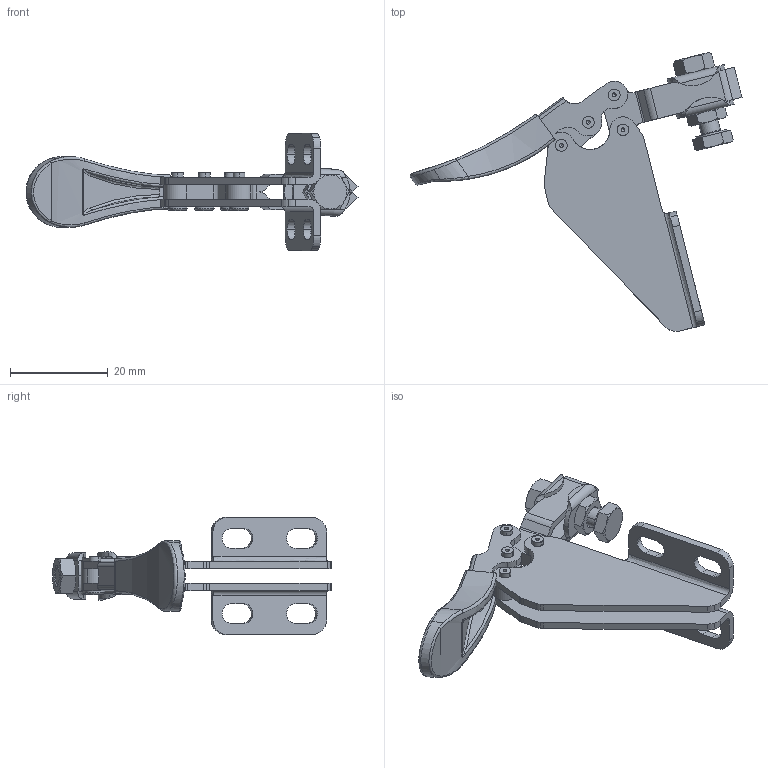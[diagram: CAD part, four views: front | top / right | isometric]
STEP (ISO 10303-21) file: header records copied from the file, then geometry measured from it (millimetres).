
FILE_DESCRIPTION((''),'2;1');
FILE_NAME('107.stp','2005-09-27T15:02:56',('Kysilko'),(''),'Autodesk Inventor 8','Autodesk Inventor 8','');
FILE_SCHEMA(('AUTOMOTIVE_DESIGN { 1 0 10303 214 1 1 1 1 }'));
Length unit declared in the file: millimetre
Products named in the file (1): Part4
Bounding box: 68.01 x 57.14 x 24 mm (x, y, z)
Volume: 5839.5 mm3; surface area: 7853.5 mm2
Topology: 1 solids, 1 shells, 403 faces, 1116 edges, 702 vertices
Faces by surface type: cylinder 131, plane 118, bspline 96, cone 50, torus 8
Entity records: 17310 total; most frequent: CARTESIAN_POINT 7434, ORIENTED_EDGE 2212, DIRECTION 1948, EDGE_CURVE 1106, AXIS2_PLACEMENT_3D 738, VERTEX_POINT 702, VECTOR 472, LINE 472
